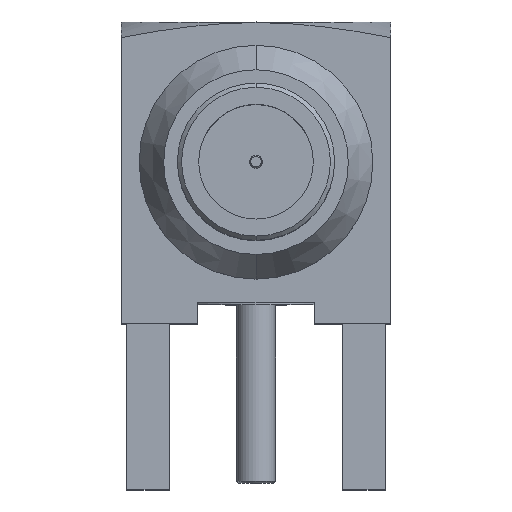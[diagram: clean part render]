
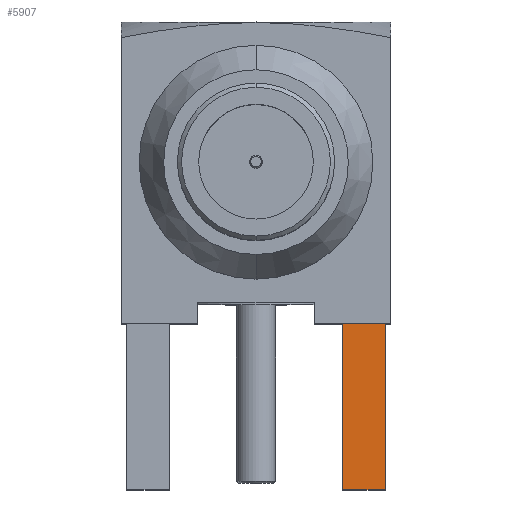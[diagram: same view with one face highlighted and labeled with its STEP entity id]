
A CAD part, top view. The second image highlights one B-rep face of the part: STEP entity #5907.
In plain terms, the highlighted planar face has unit normal (0, 0, 1).
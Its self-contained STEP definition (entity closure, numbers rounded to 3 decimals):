
#2513 = PLANE('',#2514);
#2514 = AXIS2_PLACEMENT_3D('',#2515,#2516,#2517);
#2515 = CARTESIAN_POINT('',(0.,-3.8,-7.7));
#2516 = DIRECTION('',(0.,-1.,0.));
#2517 = DIRECTION('',(1.,0.,0.));
#3839 = VERTEX_POINT('',#3840);
#3840 = CARTESIAN_POINT('',(2.04,-3.8,-7.83));
#3856 = PLANE('',#3857);
#3857 = AXIS2_PLACEMENT_3D('',#3858,#3859,#3860);
#3858 = CARTESIAN_POINT('',(2.04,-3.8,-7.83));
#3859 = DIRECTION('',(-1.,0.,0.));
#3860 = DIRECTION('',(0.,0.,-1.));
#3897 = VERTEX_POINT('',#3898);
#3898 = CARTESIAN_POINT('',(3.04,-3.8,-7.83));
#3912 = PLANE('',#3913);
#3913 = AXIS2_PLACEMENT_3D('',#3914,#3915,#3916);
#3914 = CARTESIAN_POINT('',(3.04,-3.8,-8.83));
#3915 = DIRECTION('',(1.,0.,0.));
#3916 = DIRECTION('',(0.,0.,1.));
#3924 = EDGE_CURVE('',#3897,#3839,#3925,.T.);
#3925 = SURFACE_CURVE('',#3926,(#3930,#3937),.PCURVE_S1.);
#3926 = LINE('',#3927,#3928);
#3927 = CARTESIAN_POINT('',(3.04,-3.8,-7.83));
#3928 = VECTOR('',#3929,1.);
#3929 = DIRECTION('',(-1.,0.,0.));
#3930 = PCURVE('',#2513,#3931);
#3931 = DEFINITIONAL_REPRESENTATION('',(#3932),#3936);
#3932 = LINE('',#3933,#3934);
#3933 = CARTESIAN_POINT('',(3.04,-0.13));
#3934 = VECTOR('',#3935,1.);
#3935 = DIRECTION('',(-1.,0.));
#3936 = ( GEOMETRIC_REPRESENTATION_CONTEXT(2) 
PARAMETRIC_REPRESENTATION_CONTEXT() REPRESENTATION_CONTEXT('2D SPACE',''
  ) );
#3937 = PCURVE('',#3938,#3943);
#3938 = PLANE('',#3939);
#3939 = AXIS2_PLACEMENT_3D('',#3940,#3941,#3942);
#3940 = CARTESIAN_POINT('',(3.04,-3.8,-7.83));
#3941 = DIRECTION('',(0.,0.,1.));
#3942 = DIRECTION('',(-1.,0.,0.));
#3943 = DEFINITIONAL_REPRESENTATION('',(#3944),#3948);
#3944 = LINE('',#3945,#3946);
#3945 = CARTESIAN_POINT('',(0.,0.));
#3946 = VECTOR('',#3947,1.);
#3947 = DIRECTION('',(1.,0.));
#3948 = ( GEOMETRIC_REPRESENTATION_CONTEXT(2) 
PARAMETRIC_REPRESENTATION_CONTEXT() REPRESENTATION_CONTEXT('2D SPACE',''
  ) );
#5836 = EDGE_CURVE('',#3839,#5837,#5839,.T.);
#5837 = VERTEX_POINT('',#5838);
#5838 = CARTESIAN_POINT('',(2.04,-7.7,-7.83));
#5839 = SURFACE_CURVE('',#5840,(#5844,#5851),.PCURVE_S1.);
#5840 = LINE('',#5841,#5842);
#5841 = CARTESIAN_POINT('',(2.04,-3.8,-7.83));
#5842 = VECTOR('',#5843,1.);
#5843 = DIRECTION('',(0.,-1.,0.));
#5844 = PCURVE('',#3856,#5845);
#5845 = DEFINITIONAL_REPRESENTATION('',(#5846),#5850);
#5846 = LINE('',#5847,#5848);
#5847 = CARTESIAN_POINT('',(0.,0.));
#5848 = VECTOR('',#5849,1.);
#5849 = DIRECTION('',(0.,1.));
#5850 = ( GEOMETRIC_REPRESENTATION_CONTEXT(2) 
PARAMETRIC_REPRESENTATION_CONTEXT() REPRESENTATION_CONTEXT('2D SPACE',''
  ) );
#5851 = PCURVE('',#3938,#5852);
#5852 = DEFINITIONAL_REPRESENTATION('',(#5853),#5857);
#5853 = LINE('',#5854,#5855);
#5854 = CARTESIAN_POINT('',(1.,0.));
#5855 = VECTOR('',#5856,1.);
#5856 = DIRECTION('',(0.,1.));
#5857 = ( GEOMETRIC_REPRESENTATION_CONTEXT(2) 
PARAMETRIC_REPRESENTATION_CONTEXT() REPRESENTATION_CONTEXT('2D SPACE',''
  ) );
#5875 = PLANE('',#5876);
#5876 = AXIS2_PLACEMENT_3D('',#5877,#5878,#5879);
#5877 = CARTESIAN_POINT('',(0.,-7.7,-7.7));
#5878 = DIRECTION('',(0.,-1.,0.));
#5879 = DIRECTION('',(1.,0.,0.));
#5907 = ADVANCED_FACE('',(#5908),#3938,.T.);
#5908 = FACE_BOUND('',#5909,.F.);
#5909 = EDGE_LOOP('',(#5910,#5911,#5934,#5955));
#5910 = ORIENTED_EDGE('',*,*,#3924,.F.);
#5911 = ORIENTED_EDGE('',*,*,#5912,.T.);
#5912 = EDGE_CURVE('',#3897,#5913,#5915,.T.);
#5913 = VERTEX_POINT('',#5914);
#5914 = CARTESIAN_POINT('',(3.04,-7.7,-7.83));
#5915 = SURFACE_CURVE('',#5916,(#5920,#5927),.PCURVE_S1.);
#5916 = LINE('',#5917,#5918);
#5917 = CARTESIAN_POINT('',(3.04,-3.8,-7.83));
#5918 = VECTOR('',#5919,1.);
#5919 = DIRECTION('',(0.,-1.,0.));
#5920 = PCURVE('',#3938,#5921);
#5921 = DEFINITIONAL_REPRESENTATION('',(#5922),#5926);
#5922 = LINE('',#5923,#5924);
#5923 = CARTESIAN_POINT('',(0.,0.));
#5924 = VECTOR('',#5925,1.);
#5925 = DIRECTION('',(0.,1.));
#5926 = ( GEOMETRIC_REPRESENTATION_CONTEXT(2) 
PARAMETRIC_REPRESENTATION_CONTEXT() REPRESENTATION_CONTEXT('2D SPACE',''
  ) );
#5927 = PCURVE('',#3912,#5928);
#5928 = DEFINITIONAL_REPRESENTATION('',(#5929),#5933);
#5929 = LINE('',#5930,#5931);
#5930 = CARTESIAN_POINT('',(1.,0.));
#5931 = VECTOR('',#5932,1.);
#5932 = DIRECTION('',(0.,1.));
#5933 = ( GEOMETRIC_REPRESENTATION_CONTEXT(2) 
PARAMETRIC_REPRESENTATION_CONTEXT() REPRESENTATION_CONTEXT('2D SPACE',''
  ) );
#5934 = ORIENTED_EDGE('',*,*,#5935,.T.);
#5935 = EDGE_CURVE('',#5913,#5837,#5936,.T.);
#5936 = SURFACE_CURVE('',#5937,(#5941,#5948),.PCURVE_S1.);
#5937 = LINE('',#5938,#5939);
#5938 = CARTESIAN_POINT('',(3.04,-7.7,-7.83));
#5939 = VECTOR('',#5940,1.);
#5940 = DIRECTION('',(-1.,0.,0.));
#5941 = PCURVE('',#3938,#5942);
#5942 = DEFINITIONAL_REPRESENTATION('',(#5943),#5947);
#5943 = LINE('',#5944,#5945);
#5944 = CARTESIAN_POINT('',(0.,3.9));
#5945 = VECTOR('',#5946,1.);
#5946 = DIRECTION('',(1.,0.));
#5947 = ( GEOMETRIC_REPRESENTATION_CONTEXT(2) 
PARAMETRIC_REPRESENTATION_CONTEXT() REPRESENTATION_CONTEXT('2D SPACE',''
  ) );
#5948 = PCURVE('',#5875,#5949);
#5949 = DEFINITIONAL_REPRESENTATION('',(#5950),#5954);
#5950 = LINE('',#5951,#5952);
#5951 = CARTESIAN_POINT('',(3.04,-0.13));
#5952 = VECTOR('',#5953,1.);
#5953 = DIRECTION('',(-1.,0.));
#5954 = ( GEOMETRIC_REPRESENTATION_CONTEXT(2) 
PARAMETRIC_REPRESENTATION_CONTEXT() REPRESENTATION_CONTEXT('2D SPACE',''
  ) );
#5955 = ORIENTED_EDGE('',*,*,#5836,.F.);
